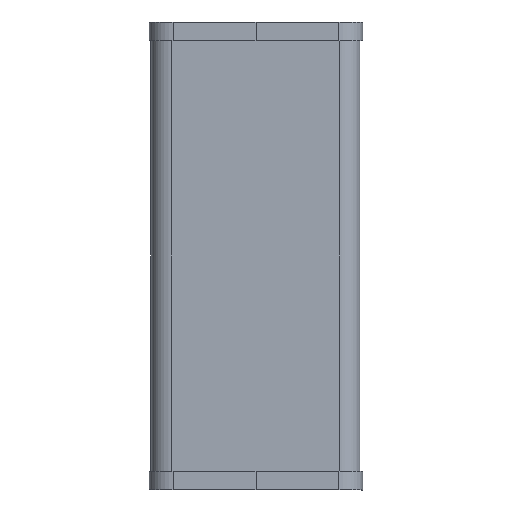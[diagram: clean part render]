
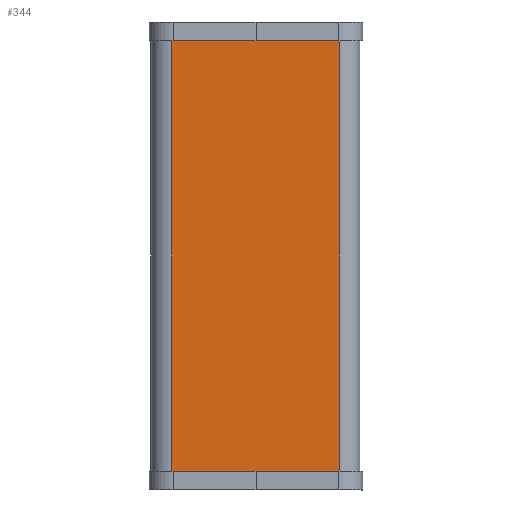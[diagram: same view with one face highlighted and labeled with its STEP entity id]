
A CAD part, front view. The second image highlights one B-rep face of the part: STEP entity #344.
In plain terms, the highlighted planar face has unit normal (0, -1, 0).
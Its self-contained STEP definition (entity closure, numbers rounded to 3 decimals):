
#344=ADVANCED_FACE('',(#895),#896,.T.);
#895=FACE_OUTER_BOUND('',#1455,.T.);
#896=PLANE('',#1456);
#1455=EDGE_LOOP('',(#3468,#3469,#3470,#3471,#3472,#3473,#3474,#3475,#3476,#3477));
#1456=AXIS2_PLACEMENT_3D('',#3478,#3479,#3480);
#3468=ORIENTED_EDGE('',*,*,#3633,.T.);
#3469=ORIENTED_EDGE('',*,*,#3629,.T.);
#3470=ORIENTED_EDGE('',*,*,#3620,.T.);
#3471=ORIENTED_EDGE('',*,*,#3586,.T.);
#3472=ORIENTED_EDGE('',*,*,#4171,.F.);
#3473=ORIENTED_EDGE('',*,*,#4029,.F.);
#3474=ORIENTED_EDGE('',*,*,#4004,.F.);
#3475=ORIENTED_EDGE('',*,*,#4163,.F.);
#3476=ORIENTED_EDGE('',*,*,#4149,.F.);
#3477=ORIENTED_EDGE('',*,*,#3871,.T.);
#3478=CARTESIAN_POINT('',(373.839,487.451,1260.333));
#3479=DIRECTION('',(0.,-1.0,0.0));
#3480=DIRECTION('',(-1.0,0.,-0.0));
#3586=EDGE_CURVE('',#4234,#4232,#4235,.T.);
#3620=EDGE_CURVE('',#4298,#4234,#4299,.T.);
#3629=EDGE_CURVE('',#4312,#4298,#4313,.T.);
#3633=EDGE_CURVE('',#4316,#4312,#4318,.T.);
#3871=EDGE_CURVE('',#4676,#4316,#4677,.T.);
#4004=EDGE_CURVE('',#4902,#4903,#4904,.T.);
#4029=EDGE_CURVE('',#4903,#4937,#4941,.T.);
#4149=EDGE_CURVE('',#4676,#5116,#5117,.T.);
#4163=EDGE_CURVE('',#5116,#4902,#5132,.T.);
#4171=EDGE_CURVE('',#4937,#4232,#5140,.T.);
#4232=VERTEX_POINT('',#5223);
#4234=VERTEX_POINT('',#5225);
#4235=LINE('',#5226,#5227);
#4298=VERTEX_POINT('',#5310);
#4299=LINE('',#5311,#5312);
#4312=VERTEX_POINT('',#5331);
#4313=LINE('',#5332,#5333);
#4316=VERTEX_POINT('',#5338);
#4318=LINE('',#5340,#5341);
#4676=VERTEX_POINT('',#5889);
#4677=LINE('',#5890,#5891);
#4902=VERTEX_POINT('',#6221);
#4903=VERTEX_POINT('',#6222);
#4904=LINE('',#6223,#6224);
#4937=VERTEX_POINT('',#6270);
#4941=LINE('',#6274,#6275);
#5116=VERTEX_POINT('',#6541);
#5117=LINE('',#6542,#6543);
#5132=LINE('',#6570,#6571);
#5140=LINE('',#6586,#6587);
#5223=CARTESIAN_POINT('',(463.839,487.451,760.333));
#5225=CARTESIAN_POINT('',(463.189,487.451,760.333));
#5226=CARTESIAN_POINT('',(283.839,487.451,760.333));
#5227=VECTOR('',#6646,1.0);
#5310=CARTESIAN_POINT('',(374.189,487.451,760.333));
#5311=CARTESIAN_POINT('',(283.839,487.451,760.333));
#5312=VECTOR('',#6706,1.0);
#5331=CARTESIAN_POINT('',(285.189,487.451,760.333));
#5332=CARTESIAN_POINT('',(283.839,487.451,760.333));
#5333=VECTOR('',#6719,1.0);
#5338=CARTESIAN_POINT('',(283.839,487.451,760.333));
#5340=CARTESIAN_POINT('',(283.839,487.451,760.333));
#5341=VECTOR('',#6725,1.0);
#5889=CARTESIAN_POINT('',(283.839,487.451,1260.333));
#5890=CARTESIAN_POINT('',(283.839,487.451,1260.333));
#5891=VECTOR('',#7057,1.0);
#6221=CARTESIAN_POINT('',(374.189,487.451,1260.333));
#6222=CARTESIAN_POINT('',(463.189,487.451,1260.333));
#6223=CARTESIAN_POINT('',(283.839,487.451,1260.333));
#6224=VECTOR('',#7244,1.0);
#6270=CARTESIAN_POINT('',(463.839,487.451,1260.333));
#6274=CARTESIAN_POINT('',(283.839,487.451,1260.333));
#6275=VECTOR('',#7291,1.0);
#6541=CARTESIAN_POINT('',(285.189,487.451,1260.333));
#6542=CARTESIAN_POINT('',(283.839,487.451,1260.333));
#6543=VECTOR('',#7467,1.0);
#6570=CARTESIAN_POINT('',(283.839,487.451,1260.333));
#6571=VECTOR('',#7483,1.0);
#6586=CARTESIAN_POINT('',(463.839,487.451,1260.333));
#6587=VECTOR('',#7491,1.0);
#6646=DIRECTION('',(1.0,0.,0.0));
#6706=DIRECTION('',(1.0,0.,0.0));
#6719=DIRECTION('',(1.0,0.,0.0));
#6725=DIRECTION('',(1.0,0.,0.0));
#7057=DIRECTION('',(0.0,0.0,-1.0));
#7244=DIRECTION('',(1.0,0.,0.0));
#7291=DIRECTION('',(1.0,0.,0.0));
#7467=DIRECTION('',(1.0,0.,0.0));
#7483=DIRECTION('',(1.0,0.,0.0));
#7491=DIRECTION('',(0.0,0.0,-1.0));
